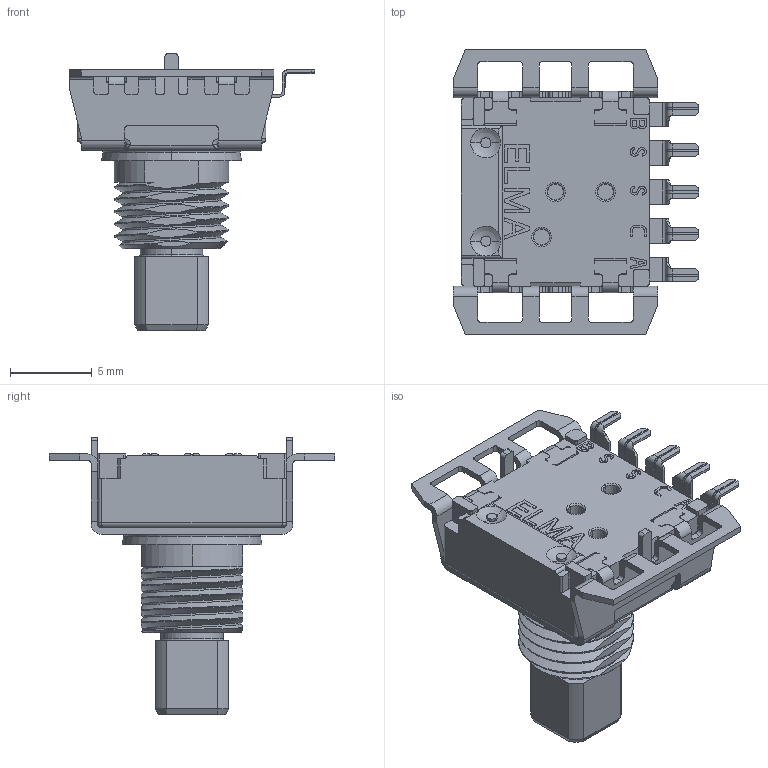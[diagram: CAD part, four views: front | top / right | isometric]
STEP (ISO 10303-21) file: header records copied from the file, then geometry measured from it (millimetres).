
FILE_DESCRIPTION(('CoCreate Modeling STEP Export'),'2;1');
FILE_NAME('E33-STXXX-M45X.stp','2013-03-16T 0:10:44',(''),(''),'CoCreate Modeling STEP processor for AP214 (Solid Model)','CoCreate Modeling 16.00D 29-May-2009 (C) Parametric Technology GmbH','');
FILE_SCHEMA(('AUTOMOTIVE_DESIGN { 1 0 10303 214 1 1 1 1 }'));
Length unit declared in the file: millimetre
Products named in the file (2): E33-STXXX-M45X
Assembly tree (1 placements, depth 2):
  E33-STXXX-M45X
    E33-STXXX-M45X
Bounding box: 15 x 17.4 x 16.9 mm (x, y, z)
Volume: 948 mm3; surface area: 1075.4 mm2
Topology: 1 solids, 1 shells, 829 faces, 2365 edges, 1525 vertices
Faces by surface type: plane 434, cylinder 328, torus 26, cone 19, bspline 18, sphere 4
Entity records: 28619 total; most frequent: CARTESIAN_POINT 7790, ORIENTED_EDGE 4714, DIRECTION 4001, EDGE_CURVE 2357, VERTEX_POINT 1525, VECTOR 1469, LINE 1469, AXIS2_PLACEMENT_3D 1266
